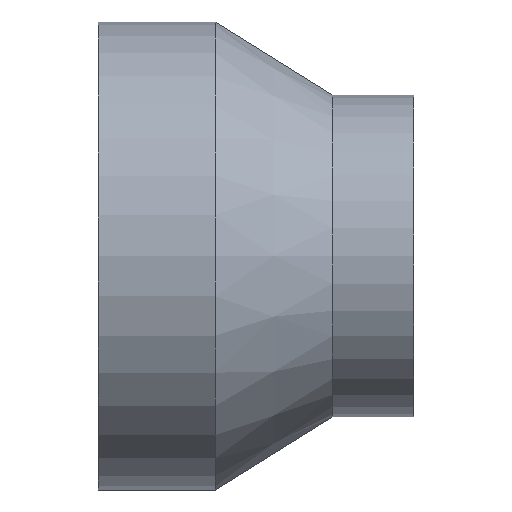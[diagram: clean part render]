
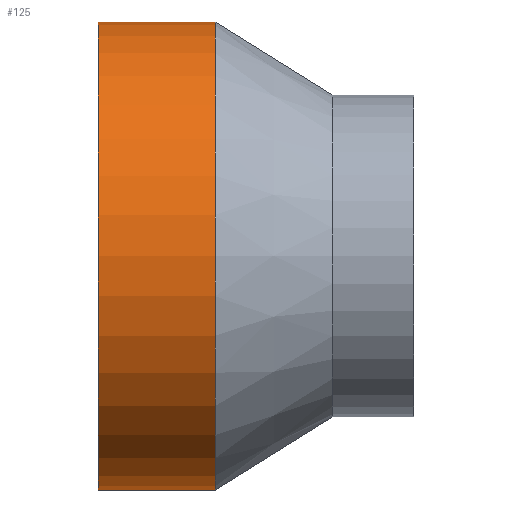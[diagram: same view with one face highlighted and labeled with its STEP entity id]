
A CAD part, top view. The second image highlights one B-rep face of the part: STEP entity #125.
In plain terms, the highlighted cylindrical face has radius 80 mm (diameter 160 mm), a partial arc.
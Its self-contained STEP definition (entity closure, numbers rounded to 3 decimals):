
#91 = VERTEX_POINT( '', #225 );
#115 = VERTEX_POINT( '', #253 );
#119 = EDGE_CURVE( '', #91, #193, #257, .T. );
#125 = ADVANCED_FACE( '', ( #263 ), #264, .T. );
#141 = EDGE_CURVE( '', #91, #191, #281, .T. );
#185 = EDGE_CURVE( '', #193, #115, #333, .T. );
#187 = EDGE_CURVE( '', #115, #191, #335, .T. );
#191 = VERTEX_POINT( '', #340 );
#193 = VERTEX_POINT( '', #342 );
#225 = CARTESIAN_POINT( '', ( 0., -80., 0. ) );
#253 = CARTESIAN_POINT( '', ( 40., 80., 0. ) );
#257 = LINE( '', #411, #412 );
#263 = FACE_OUTER_BOUND( '', #419, .T. );
#264 = CYLINDRICAL_SURFACE( '', #420, 80. );
#281 = CIRCLE( '', #445, 80. );
#333 = CIRCLE( '', #509, 80. );
#335 = LINE( '', #512, #513 );
#340 = CARTESIAN_POINT( '', ( 0., 80., 0. ) );
#342 = CARTESIAN_POINT( '', ( 40., -80., 0. ) );
#411 = CARTESIAN_POINT( '', ( 20., -80., 0. ) );
#412 = VECTOR( '', #578, 1. );
#419 = EDGE_LOOP( '', ( #583, #584, #585, #586 ) );
#420 = AXIS2_PLACEMENT_3D( '', #587, #588, #589 );
#445 = AXIS2_PLACEMENT_3D( '', #609, #610, #611 );
#509 = AXIS2_PLACEMENT_3D( '', #680, #681, #682 );
#512 = CARTESIAN_POINT( '', ( 20., 80., 0. ) );
#513 = VECTOR( '', #683, 1. );
#578 = DIRECTION( '', ( 1., 0., 0. ) );
#583 = ORIENTED_EDGE( '', *, *, #187, .T. );
#584 = ORIENTED_EDGE( '', *, *, #141, .F. );
#585 = ORIENTED_EDGE( '', *, *, #119, .T. );
#586 = ORIENTED_EDGE( '', *, *, #185, .T. );
#587 = CARTESIAN_POINT( '', ( 20., 0., 0. ) );
#588 = DIRECTION( '', ( 1., 0., 0. ) );
#589 = DIRECTION( '', ( 0., 1., 0. ) );
#609 = CARTESIAN_POINT( '', ( 0., 0., 0. ) );
#610 = DIRECTION( '', ( -1., 0., 0. ) );
#611 = DIRECTION( '', ( 0., 1., 0. ) );
#680 = CARTESIAN_POINT( '', ( 40., 0., 0. ) );
#681 = DIRECTION( '', ( -1., 0., 0. ) );
#682 = DIRECTION( '', ( 0., 1., 0. ) );
#683 = DIRECTION( '', ( -1., 0., 0. ) );
